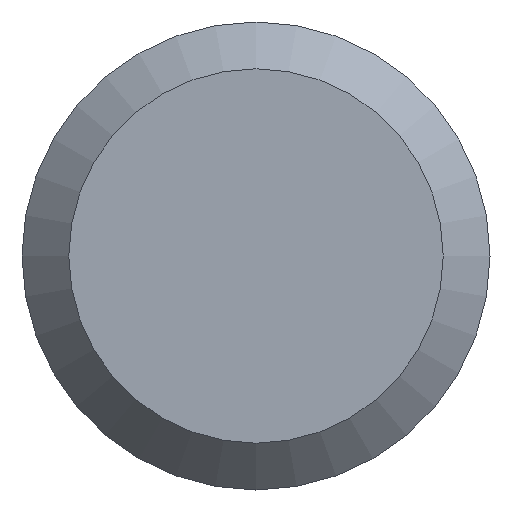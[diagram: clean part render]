
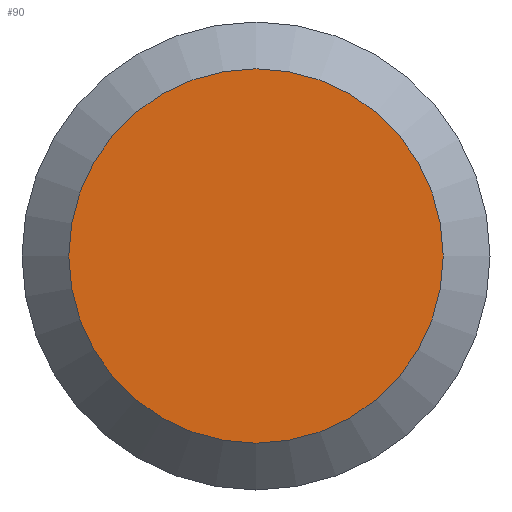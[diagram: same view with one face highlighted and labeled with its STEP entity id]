
A CAD part, left-side view. The second image highlights one B-rep face of the part: STEP entity #90.
In plain terms, the highlighted planar face has unit normal (-1, 0, 0).
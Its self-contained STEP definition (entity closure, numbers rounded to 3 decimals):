
#5 = AXIS2_PLACEMENT_3D ( 'NONE', #177, #162, #145 ) ;
#13 = DIRECTION ( 'NONE',  ( 0., 0., -1. ) ) ;
#18 = ORIENTED_EDGE ( 'NONE', *, *, #169, .T. ) ;
#50 = FACE_OUTER_BOUND ( 'NONE', #148, .T. ) ;
#60 = CIRCLE ( 'NONE', #5, 4.8 ) ;
#74 = AXIS2_PLACEMENT_3D ( 'NONE', #102, #88, #13 ) ;
#88 = DIRECTION ( 'NONE',  ( 1., 0., 0. ) ) ;
#90 = ADVANCED_FACE ( 'NONE', ( #50 ), #203, .F. ) ;
#102 = CARTESIAN_POINT ( 'NONE',  ( 0., 6., 0. ) ) ;
#145 = DIRECTION ( 'NONE',  ( 0., 0., -1. ) ) ;
#148 = EDGE_LOOP ( 'NONE', ( #18 ) ) ;
#162 = DIRECTION ( 'NONE',  ( -1., 0., 0. ) ) ;
#169 = EDGE_CURVE ( 'NONE', #191, #191, #60, .T. ) ;
#177 = CARTESIAN_POINT ( 'NONE',  ( 0., 0., 0. ) ) ;
#191 = VERTEX_POINT ( 'NONE', #208 ) ;
#203 = PLANE ( 'NONE',  #74 ) ;
#208 = CARTESIAN_POINT ( 'NONE',  ( 0., 0., -4.8 ) ) ;
